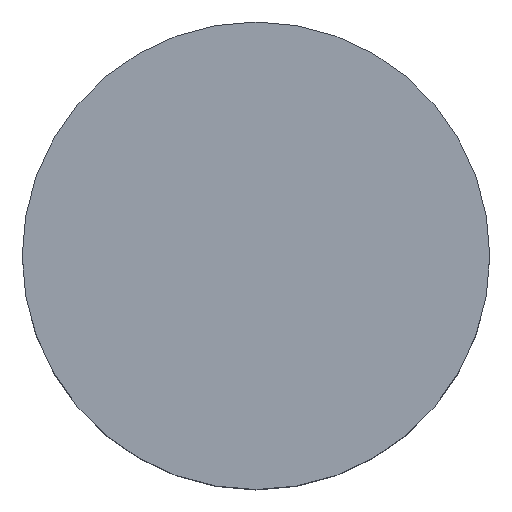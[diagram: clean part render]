
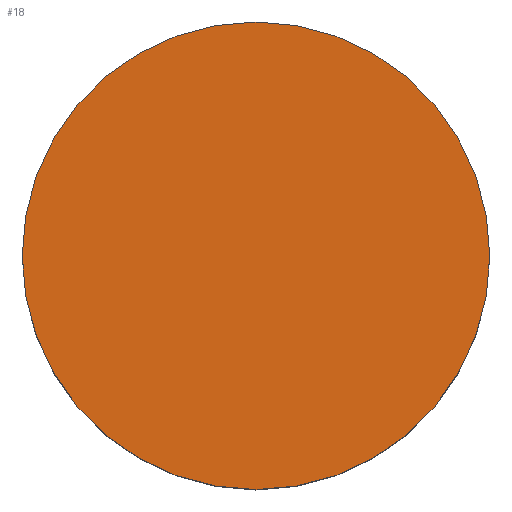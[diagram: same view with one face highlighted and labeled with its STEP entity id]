
A CAD part, top view. The second image highlights one B-rep face of the part: STEP entity #18.
In plain terms, the highlighted planar face has unit normal (0, 0, 1).
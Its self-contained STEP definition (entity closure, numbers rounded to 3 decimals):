
#18 = ADVANCED_FACE ( 'NONE', ( #319 ), #187, .T. ) ;
#19 = AXIS2_PLACEMENT_3D ( 'NONE', #338, #312, #317 ) ;
#31 = CIRCLE ( 'NONE', #19, 2. ) ;
#81 = DIRECTION ( 'NONE',  ( 1., 0., 0. ) ) ;
#92 = CARTESIAN_POINT ( 'NONE',  ( 0., 0., 0. ) ) ;
#96 = AXIS2_PLACEMENT_3D ( 'NONE', #291, #251, #81 ) ;
#97 = CARTESIAN_POINT ( 'NONE',  ( -2., 0., 0. ) ) ;
#102 = EDGE_CURVE ( 'NONE', #113, #323, #31, .T. ) ;
#113 = VERTEX_POINT ( 'NONE', #97 ) ;
#139 = EDGE_CURVE ( 'NONE', #323, #113, #200, .T. ) ;
#152 = ORIENTED_EDGE ( 'NONE', *, *, #102, .T. ) ;
#187 = PLANE ( 'NONE',  #96 ) ;
#200 = CIRCLE ( 'NONE', #245, 2. ) ;
#210 = EDGE_LOOP ( 'NONE', ( #311, #152 ) ) ;
#214 = DIRECTION ( 'NONE',  ( 0., 0., 1. ) ) ;
#245 = AXIS2_PLACEMENT_3D ( 'NONE', #92, #214, #314 ) ;
#251 = DIRECTION ( 'NONE',  ( 0., 0., 1. ) ) ;
#291 = CARTESIAN_POINT ( 'NONE',  ( 0., 0., 0. ) ) ;
#311 = ORIENTED_EDGE ( 'NONE', *, *, #139, .T. ) ;
#312 = DIRECTION ( 'NONE',  ( 0., 0., 1. ) ) ;
#314 = DIRECTION ( 'NONE',  ( 1., 0., 0. ) ) ;
#317 = DIRECTION ( 'NONE',  ( 1., 0., 0. ) ) ;
#319 = FACE_OUTER_BOUND ( 'NONE', #210, .T. ) ;
#323 = VERTEX_POINT ( 'NONE', #326 ) ;
#326 = CARTESIAN_POINT ( 'NONE',  ( 2., 0., 0. ) ) ;
#338 = CARTESIAN_POINT ( 'NONE',  ( 0., 0., 0. ) ) ;
